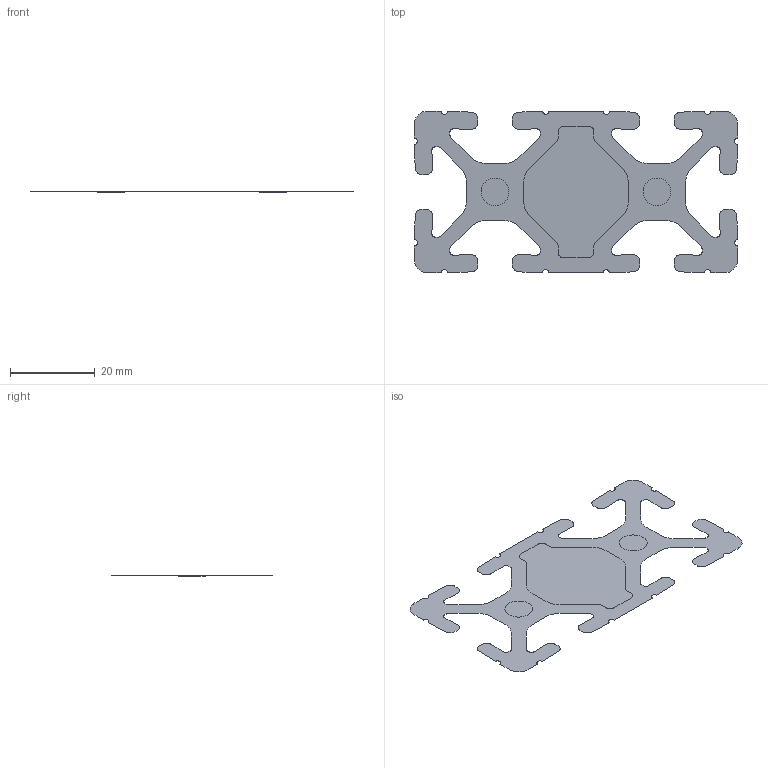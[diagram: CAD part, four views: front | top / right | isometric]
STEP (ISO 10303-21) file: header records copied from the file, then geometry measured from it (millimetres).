
FILE_DESCRIPTION((''),'2;1');
FILE_NAME('15EX1530.stp','2006-03-13T15:39:41',('Shawn Mantel'),('Faztek, LLC'),'Mechanical Desktop 2005','Mechanical Desktop 2005',', , ');
FILE_SCHEMA(('CONFIG_CONTROL_DESIGN'));
Length unit declared in the file: inch
Products named in the file (1): Product
Bounding box: 76.2 x 38.1 x 0 mm (x, y, z)
Surface area: 2466.8 mm2 (no closed solid volume)
Topology: 0 solids, 0 shells, 4 faces, 178 edges, 178 vertices
Faces by surface type: bspline 4
Entity records: 2122 total; most frequent: CARTESIAN_POINT 1387, PCURVE 178, COMPOSITE_CURVE_SEGMENT 178, QUASI_UNIFORM_CURVE 176, B_SPLINE_CURVE_WITH_KNOTS 88, PERSON 8, ORGANIZATION 8, PERSON_AND_ORGANIZATION 8
